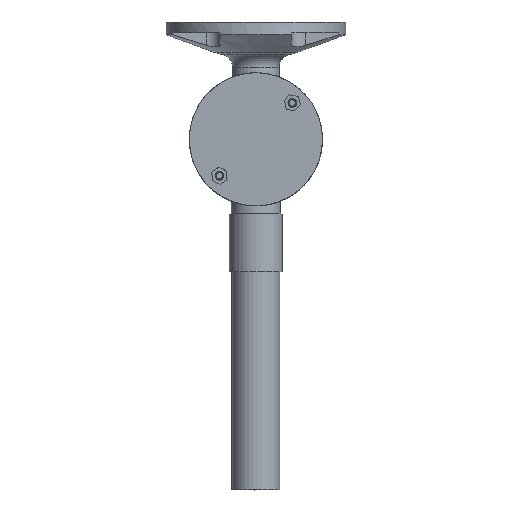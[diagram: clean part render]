
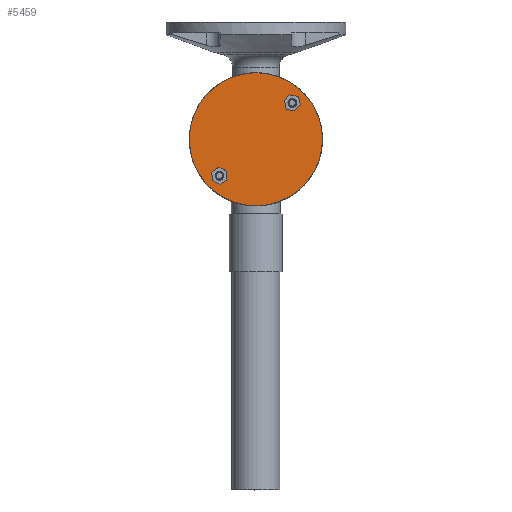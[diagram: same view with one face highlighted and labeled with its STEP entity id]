
A CAD part, top view. The second image highlights one B-rep face of the part: STEP entity #5459.
In plain terms, the highlighted planar face has unit normal (0, 0, 1).
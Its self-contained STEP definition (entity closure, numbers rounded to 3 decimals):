
#5343=CARTESIAN_POINT('',(0.0,0.0,20.0));
#5344=DIRECTION('',(0.0,0.0,-1.0));
#5345=DIRECTION('',(-1.0,0.0,0.0));
#5346=AXIS2_PLACEMENT_3D('',#5343,#5344,#5345);
#5347=PLANE('',#5346);
#5348=CARTESIAN_POINT('',(25.0,0.,20.0));
#5349=VERTEX_POINT('',#5348);
#5350=CARTESIAN_POINT('',(0.0,0.0,20.0));
#5351=DIRECTION('',(0.0,0.0,-1.0));
#5352=DIRECTION('',(-1.0,0.0,0.0));
#5353=AXIS2_PLACEMENT_3D('',#5350,#5351,#5352);
#5354=CIRCLE('',#5353,25.0);
#5355=EDGE_CURVE('',#5349,#5349,#5354,.T.);
#5356=ORIENTED_EDGE('',*,*,#5355,.F.);
#5357=EDGE_LOOP('',(#5356));
#5358=FACE_OUTER_BOUND('',#5357,.T.);
#5359=CARTESIAN_POINT('',(10.589,14.398,20.0));
#5360=VERTEX_POINT('',#5359);
#5361=CARTESIAN_POINT('',(12.756,16.72,20.0));
#5362=VERTEX_POINT('',#5361);
#5363=CARTESIAN_POINT('',(10.589,14.398,20.0));
#5364=DIRECTION('',(0.682,0.731,0.0));
#5365=VECTOR('',#5364,3.175);
#5366=LINE('',#5363,#5365);
#5367=EDGE_CURVE('',#5360,#5362,#5366,.T.);
#5368=ORIENTED_EDGE('',*,*,#5367,.T.);
#5369=CARTESIAN_POINT('',(15.849,16.004,20.0));
#5370=VERTEX_POINT('',#5369);
#5371=CARTESIAN_POINT('',(12.756,16.72,20.0));
#5372=DIRECTION('',(0.974,-0.225,0.0));
#5373=VECTOR('',#5372,3.175);
#5374=LINE('',#5371,#5373);
#5375=EDGE_CURVE('',#5362,#5370,#5374,.T.);
#5376=ORIENTED_EDGE('',*,*,#5375,.T.);
#5377=CARTESIAN_POINT('',(16.776,12.967,20.0));
#5378=VERTEX_POINT('',#5377);
#5379=CARTESIAN_POINT('',(15.849,16.004,20.0));
#5380=DIRECTION('',(0.292,-0.956,0.0));
#5381=VECTOR('',#5380,3.175);
#5382=LINE('',#5379,#5381);
#5383=EDGE_CURVE('',#5370,#5378,#5382,.T.);
#5384=ORIENTED_EDGE('',*,*,#5383,.T.);
#5385=CARTESIAN_POINT('',(14.61,10.645,20.0));
#5386=VERTEX_POINT('',#5385);
#5387=CARTESIAN_POINT('',(16.776,12.967,20.0));
#5388=DIRECTION('',(-0.682,-0.731,0.0));
#5389=VECTOR('',#5388,3.175);
#5390=LINE('',#5387,#5389);
#5391=EDGE_CURVE('',#5378,#5386,#5390,.T.);
#5392=ORIENTED_EDGE('',*,*,#5391,.T.);
#5393=CARTESIAN_POINT('',(11.516,11.361,20.0));
#5394=VERTEX_POINT('',#5393);
#5395=CARTESIAN_POINT('',(14.61,10.645,20.0));
#5396=DIRECTION('',(-0.974,0.225,0.0));
#5397=VECTOR('',#5396,3.175);
#5398=LINE('',#5395,#5397);
#5399=EDGE_CURVE('',#5386,#5394,#5398,.T.);
#5400=ORIENTED_EDGE('',*,*,#5399,.T.);
#5401=CARTESIAN_POINT('',(11.516,11.361,20.0));
#5402=DIRECTION('',(-0.292,0.956,0.0));
#5403=VECTOR('',#5402,3.175);
#5404=LINE('',#5401,#5403);
#5405=EDGE_CURVE('',#5394,#5360,#5404,.T.);
#5406=ORIENTED_EDGE('',*,*,#5405,.T.);
#5407=EDGE_LOOP('',(#5368,#5376,#5384,#5392,#5400,#5406));
#5408=FACE_BOUND('',#5407,.T.);
#5409=CARTESIAN_POINT('',(-16.32,-15.452,20.0));
#5410=VERTEX_POINT('',#5409);
#5411=CARTESIAN_POINT('',(-16.533,-12.283,20.0));
#5412=VERTEX_POINT('',#5411);
#5413=CARTESIAN_POINT('',(-16.32,-15.452,20.0));
#5414=DIRECTION('',(-0.067,0.998,0.0));
#5415=VECTOR('',#5414,3.175);
#5416=LINE('',#5413,#5415);
#5417=EDGE_CURVE('',#5410,#5412,#5416,.T.);
#5418=ORIENTED_EDGE('',*,*,#5417,.T.);
#5419=CARTESIAN_POINT('',(-13.896,-10.514,20.0));
#5420=VERTEX_POINT('',#5419);
#5421=CARTESIAN_POINT('',(-16.533,-12.283,20.0));
#5422=DIRECTION('',(0.83,0.557,0.0));
#5423=VECTOR('',#5422,3.175);
#5424=LINE('',#5421,#5423);
#5425=EDGE_CURVE('',#5412,#5420,#5424,.T.);
#5426=ORIENTED_EDGE('',*,*,#5425,.T.);
#5427=CARTESIAN_POINT('',(-11.046,-11.913,20.0));
#5428=VERTEX_POINT('',#5427);
#5429=CARTESIAN_POINT('',(-13.896,-10.514,20.0));
#5430=DIRECTION('',(0.898,-0.441,0.0));
#5431=VECTOR('',#5430,3.175);
#5432=LINE('',#5429,#5431);
#5433=EDGE_CURVE('',#5420,#5428,#5432,.T.);
#5434=ORIENTED_EDGE('',*,*,#5433,.T.);
#5435=CARTESIAN_POINT('',(-10.832,-15.082,20.0));
#5436=VERTEX_POINT('',#5435);
#5437=CARTESIAN_POINT('',(-11.046,-11.913,20.0));
#5438=DIRECTION('',(0.067,-0.998,0.0));
#5439=VECTOR('',#5438,3.175);
#5440=LINE('',#5437,#5439);
#5441=EDGE_CURVE('',#5428,#5436,#5440,.T.);
#5442=ORIENTED_EDGE('',*,*,#5441,.T.);
#5443=CARTESIAN_POINT('',(-13.469,-16.851,20.0));
#5444=VERTEX_POINT('',#5443);
#5445=CARTESIAN_POINT('',(-10.832,-15.082,20.0));
#5446=DIRECTION('',(-0.83,-0.557,0.0));
#5447=VECTOR('',#5446,3.175);
#5448=LINE('',#5445,#5447);
#5449=EDGE_CURVE('',#5436,#5444,#5448,.T.);
#5450=ORIENTED_EDGE('',*,*,#5449,.T.);
#5451=CARTESIAN_POINT('',(-13.469,-16.851,20.0));
#5452=DIRECTION('',(-0.898,0.441,0.0));
#5453=VECTOR('',#5452,3.175);
#5454=LINE('',#5451,#5453);
#5455=EDGE_CURVE('',#5444,#5410,#5454,.T.);
#5456=ORIENTED_EDGE('',*,*,#5455,.T.);
#5457=EDGE_LOOP('',(#5418,#5426,#5434,#5442,#5450,#5456));
#5458=FACE_BOUND('',#5457,.T.);
#5459=ADVANCED_FACE('',(#5358,#5408,#5458),#5347,.F.);
